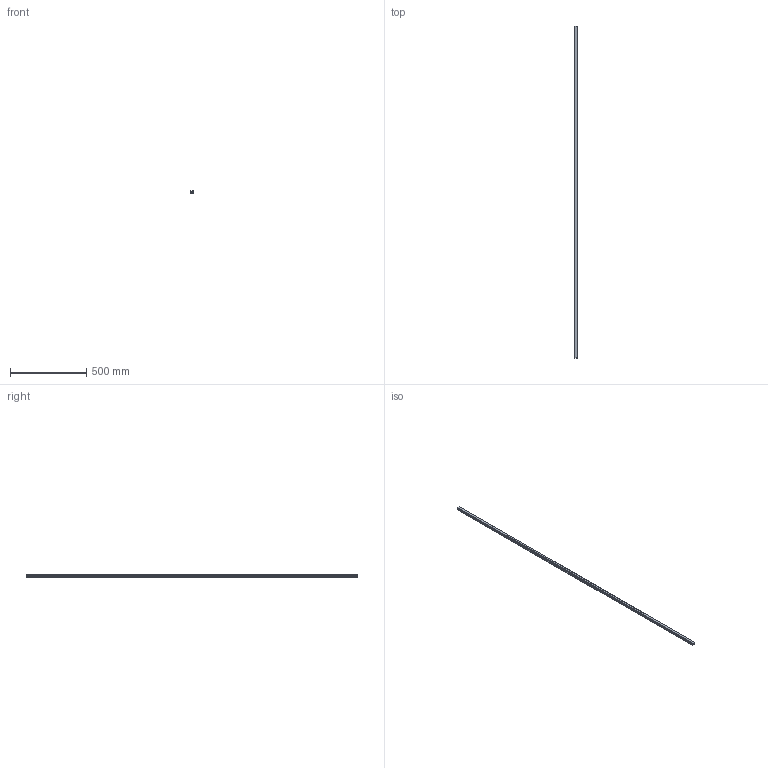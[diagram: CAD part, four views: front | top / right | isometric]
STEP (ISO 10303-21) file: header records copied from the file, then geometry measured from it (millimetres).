
FILE_DESCRIPTION(('STEP AP214'),'1');
FILE_NAME('cctmp_90DBBFF2-82D4-416A-9F21-3A82E7D89A90_2021_01_21_13_54_18_0076..stp','2021-01-21T12:54:18',('HIWIN GmbH'),('CADClick - www.CADClick.com'),'Spatial InterOp 3D',' ','unknown authorization');
FILE_SCHEMA(('AUTOMOTIVE_DESIGN'));
Length unit declared in the file: millimetre
Products named in the file (1): HGR20T2180C_FILE
Bounding box: 20 x 2180 x 17.5 mm (x, y, z)
Volume: 643716.8 mm3; surface area: 174024.4 mm2
Topology: 1 solids, 1 shells, 255 faces, 673 edges, 387 vertices
Faces by surface type: cylinder 96, plane 85, cone 74
Entity records: 9353 total; most frequent: DIRECTION 1303, CARTESIAN_POINT 1242, ORIENTED_EDGE 1198, EDGE_CURVE 599, AXIS2_PLACEMENT_3D 448, LINE 407, VECTOR 407, VERTEX_POINT 387
